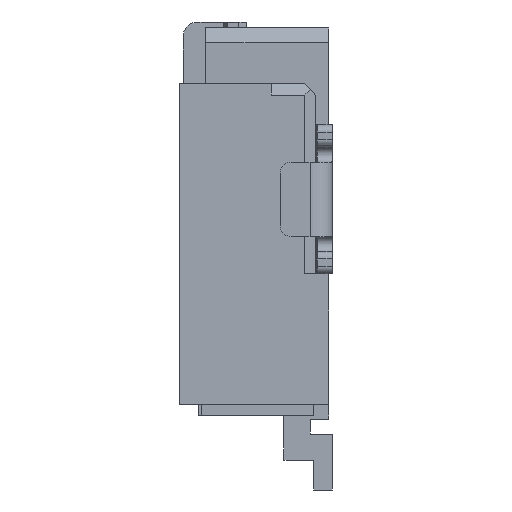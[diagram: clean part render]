
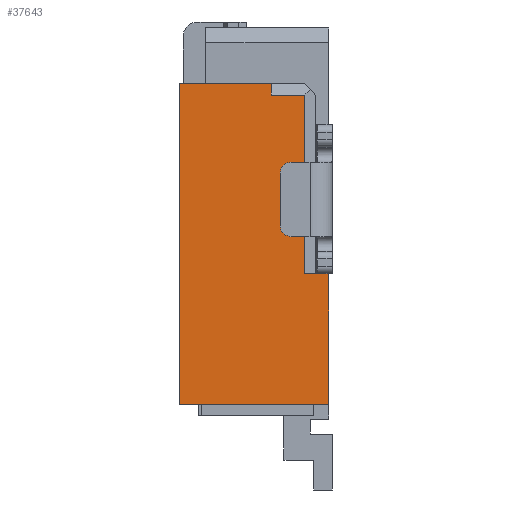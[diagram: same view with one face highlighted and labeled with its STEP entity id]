
A CAD part, left-side view. The second image highlights one B-rep face of the part: STEP entity #37643.
In plain terms, the highlighted planar face has unit normal (-1, 0, 0).
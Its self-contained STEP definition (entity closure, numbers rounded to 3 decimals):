
#4=DIRECTION('',(0.,-1.,0.));
#5=VECTOR('',#4,0.15);
#6=CARTESIAN_POINT('',(-14.65,-0.552,-3.38));
#7=LINE('',#6,#5);
#12=DIRECTION('',(0.,0.,-1.));
#13=VECTOR('',#12,1.75);
#14=CARTESIAN_POINT('',(-14.65,-0.702,-3.38));
#15=LINE('',#14,#13);
#19=DIRECTION('',(0.,1.,0.));
#20=VECTOR('',#19,2.);
#21=CARTESIAN_POINT('',(-14.65,-0.702,-5.13));
#22=LINE('',#21,#20);
#26=DIRECTION('',(0.,0.,1.));
#27=VECTOR('',#26,4.3);
#28=CARTESIAN_POINT('',(-14.65,1.298,-5.13));
#29=LINE('',#28,#27);
#33=DIRECTION('',(0.,-1.,0.));
#34=VECTOR('',#33,1.23);
#35=CARTESIAN_POINT('',(-14.65,1.298,-0.83));
#36=LINE('',#35,#34);
#40=DIRECTION('',(0.,0.,1.));
#41=VECTOR('',#40,0.15);
#42=CARTESIAN_POINT('',(-14.65,0.068,-0.98));
#43=LINE('',#42,#41);
#47=DIRECTION('',(0.,1.,0.));
#48=VECTOR('',#47,0.45);
#49=CARTESIAN_POINT('',(-14.65,-0.382,-0.98));
#50=LINE('',#49,#48);
#54=DIRECTION('',(0.,0.,1.));
#55=VECTOR('',#54,2.4);
#56=CARTESIAN_POINT('',(-14.65,-0.382,-3.38));
#57=LINE('',#56,#55);
#61=DIRECTION('',(0.,-1.,0.));
#62=VECTOR('',#61,0.17);
#63=CARTESIAN_POINT('',(-14.65,-0.382,-3.38));
#64=LINE('',#63,#62);
#31724=CARTESIAN_POINT('',(-14.65,-0.702,-5.13));
#31725=CARTESIAN_POINT('',(-14.65,1.298,-5.13));
#31726=VERTEX_POINT('',#31724);
#31727=VERTEX_POINT('',#31725);
#31728=CARTESIAN_POINT('',(-14.65,1.298,-0.83));
#31729=VERTEX_POINT('',#31728);
#31824=CARTESIAN_POINT('',(-14.65,-0.382,-3.38));
#31825=VERTEX_POINT('',#31824);
#31896=CARTESIAN_POINT('',(-14.65,0.068,-0.98));
#31897=CARTESIAN_POINT('',(-14.65,0.068,-0.83));
#31898=VERTEX_POINT('',#31896);
#31899=VERTEX_POINT('',#31897);
#31900=CARTESIAN_POINT('',(-14.65,-0.382,-0.98));
#31901=VERTEX_POINT('',#31900);
#31970=CARTESIAN_POINT('',(-14.65,-0.552,-3.38));
#31971=CARTESIAN_POINT('',(-14.65,-0.702,-3.38));
#31972=VERTEX_POINT('',#31970);
#31973=VERTEX_POINT('',#31971);
#37618=CARTESIAN_POINT('',(-14.65,0.,0.));
#37619=DIRECTION('',(1.,0.,0.));
#37620=DIRECTION('',(0.,0.,-1.));
#37621=AXIS2_PLACEMENT_3D('',#37618,#37619,#37620);
#37622=PLANE('',#37621);
#37624=ORIENTED_EDGE('',*,*,#37623,.T.);
#37626=ORIENTED_EDGE('',*,*,#37625,.T.);
#37628=ORIENTED_EDGE('',*,*,#37627,.T.);
#37630=ORIENTED_EDGE('',*,*,#37629,.T.);
#37632=ORIENTED_EDGE('',*,*,#37631,.T.);
#37634=ORIENTED_EDGE('',*,*,#37633,.F.);
#37636=ORIENTED_EDGE('',*,*,#37635,.F.);
#37638=ORIENTED_EDGE('',*,*,#37637,.F.);
#37640=ORIENTED_EDGE('',*,*,#37639,.T.);
#37641=EDGE_LOOP('',(#37624,#37626,#37628,#37630,#37632,#37634,#37636,#37638,
#37640));
#37642=FACE_OUTER_BOUND('',#37641,.F.);
#37623=EDGE_CURVE('',#31972,#31973,#7,.T.);
#37625=EDGE_CURVE('',#31973,#31726,#15,.T.);
#37627=EDGE_CURVE('',#31726,#31727,#22,.T.);
#37629=EDGE_CURVE('',#31727,#31729,#29,.T.);
#37631=EDGE_CURVE('',#31729,#31899,#36,.T.);
#37633=EDGE_CURVE('',#31898,#31899,#43,.T.);
#37635=EDGE_CURVE('',#31901,#31898,#50,.T.);
#37637=EDGE_CURVE('',#31825,#31901,#57,.T.);
#37639=EDGE_CURVE('',#31825,#31972,#64,.T.);
#37643=ADVANCED_FACE('',(#37642),#37622,.F.);
